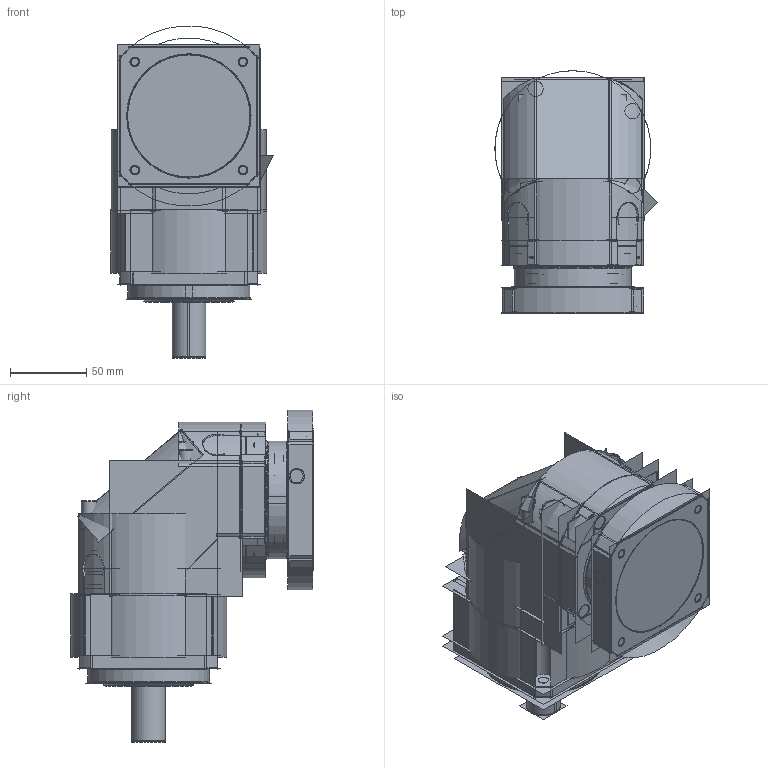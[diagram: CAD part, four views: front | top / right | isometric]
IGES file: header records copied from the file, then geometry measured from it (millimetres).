
Start section:  PTC IGES file: abr0901-p4130303.igs
Global section: file name: abr0901-p4130303.igs; native system: Pro/ENGINEER by Parametric Technology Corporation; preprocessor: 2006170; author: d00280; organization: Unknown; date: 20080228.180247; units: millimetre
Bounding box: 106.12 x 158.74 x 217.02 mm (x, y, z)
Surface area: 802422 mm2 (no closed solid volume)
Topology: 0 solids, 0 shells, 1380 faces, 18219 edges, 24036 vertices
Faces by surface type: revolution 1018, bspline 362
